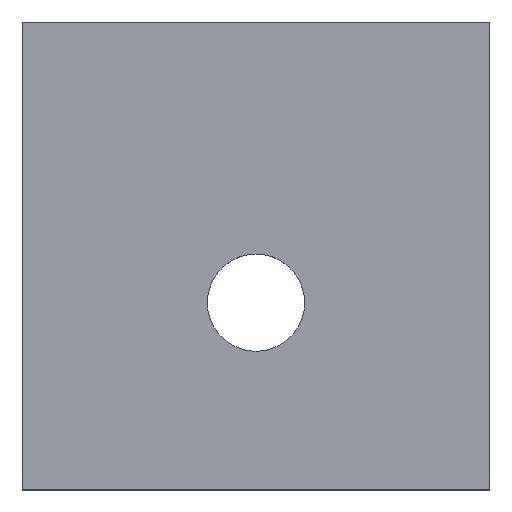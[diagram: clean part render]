
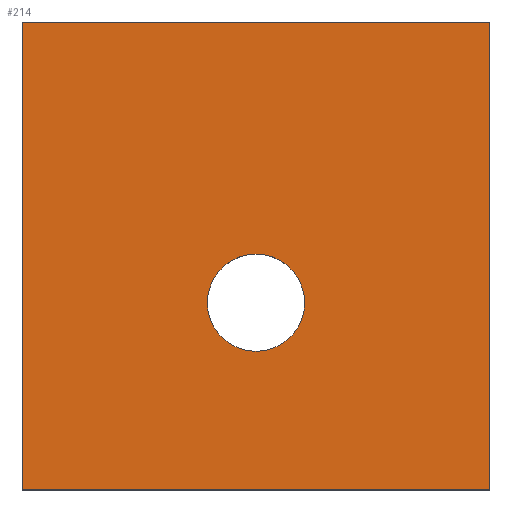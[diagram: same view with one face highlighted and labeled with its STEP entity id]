
A CAD part, top view. The second image highlights one B-rep face of the part: STEP entity #214.
In plain terms, the highlighted planar face has unit normal (0, 0, 1).
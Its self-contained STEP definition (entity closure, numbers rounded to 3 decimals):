
#19=FACE_BOUND('',#52,.T.);
#22=CIRCLE('',#239,2.6);
#36=FACE_OUTER_BOUND('',#51,.T.);
#51=EDGE_LOOP('',(#186,#187,#188,#189));
#52=EDGE_LOOP('',(#190));
#66=LINE('',#333,#88);
#69=LINE('',#338,#91);
#72=LINE('',#355,#94);
#74=LINE('',#358,#96);
#88=VECTOR('',#271,10.);
#91=VECTOR('',#276,10.);
#94=VECTOR('',#297,10.);
#96=VECTOR('',#301,10.);
#105=VERTEX_POINT('',#330);
#106=VERTEX_POINT('',#332);
#107=VERTEX_POINT('',#336);
#110=VERTEX_POINT('',#345);
#112=VERTEX_POINT('',#354);
#126=EDGE_CURVE('',#106,#105,#66,.T.);
#129=EDGE_CURVE('',#105,#107,#69,.T.);
#133=EDGE_CURVE('',#110,#110,#22,.T.);
#136=EDGE_CURVE('',#112,#106,#72,.T.);
#138=EDGE_CURVE('',#107,#112,#74,.T.);
#186=ORIENTED_EDGE('',*,*,#138,.T.);
#187=ORIENTED_EDGE('',*,*,#136,.T.);
#188=ORIENTED_EDGE('',*,*,#126,.T.);
#189=ORIENTED_EDGE('',*,*,#129,.T.);
#190=ORIENTED_EDGE('',*,*,#133,.F.);
#201=PLANE('',#245);
#214=ADVANCED_FACE('',(#36,#19),#201,.F.);
#239=AXIS2_PLACEMENT_3D('',#347,#286,#287);
#245=AXIS2_PLACEMENT_3D('',#359,#302,#303);
#271=DIRECTION('',(1.,0.,0.));
#276=DIRECTION('',(0.,1.,0.));
#286=DIRECTION('center_axis',(0.,0.,
1.));
#287=DIRECTION('ref_axis',(1.,0.,0.));
#297=DIRECTION('',(0.,-1.,0.));
#301=DIRECTION('',(-1.,0.,0.));
#302=DIRECTION('center_axis',(0.,0.,
-1.));
#303=DIRECTION('ref_axis',(1.,0.,0.));
#330=CARTESIAN_POINT('',(-117.072,-96.5,-58.832));
#332=CARTESIAN_POINT('',(-142.072,-96.5,-58.832));
#333=CARTESIAN_POINT('',(-142.072,-96.5,-58.832));
#336=CARTESIAN_POINT('',(-117.072,-71.5,-58.832));
#338=CARTESIAN_POINT('',(-117.072,-96.5,-58.832));
#345=CARTESIAN_POINT('',(-132.172,-86.5,-58.832));
#347=CARTESIAN_POINT('Origin',(-129.572,-86.5,-58.832));
#354=CARTESIAN_POINT('',(-142.072,-71.5,-58.832));
#355=CARTESIAN_POINT('',(-142.072,-71.5,-58.832));
#358=CARTESIAN_POINT('',(-117.072,-71.5,-58.832));
#359=CARTESIAN_POINT('Origin',(-129.572,-84.,-58.832));
